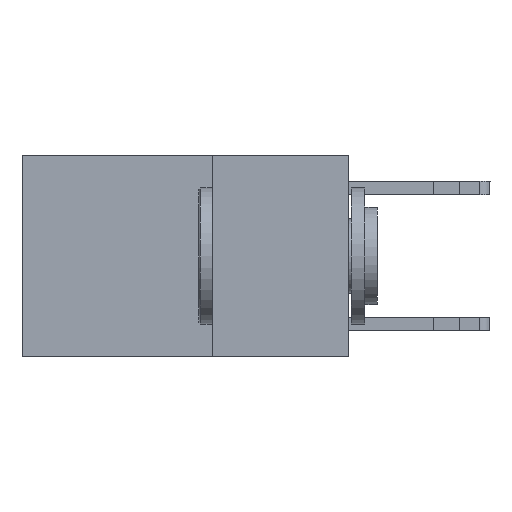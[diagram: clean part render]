
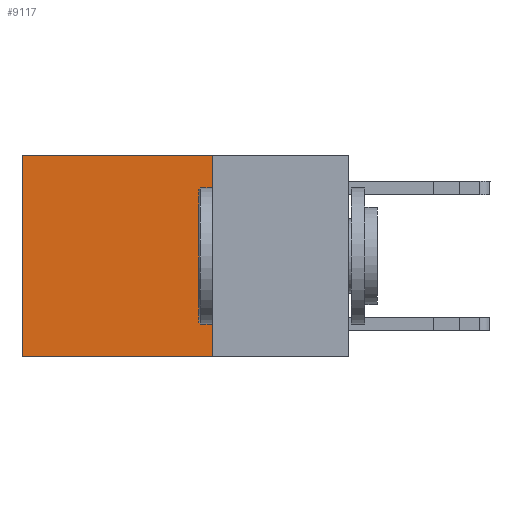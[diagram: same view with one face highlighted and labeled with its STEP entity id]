
A CAD part, left-side view. The second image highlights one B-rep face of the part: STEP entity #9117.
In plain terms, the highlighted planar face has unit normal (-1, 0, 0).
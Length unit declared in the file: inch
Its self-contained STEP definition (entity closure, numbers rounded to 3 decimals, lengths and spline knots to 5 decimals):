
#219 = EDGE_CURVE ( 'NONE', #13565, #2744, #2016, .T. ) ;
#901 = CARTESIAN_POINT ( 'NONE',  ( 0.2625, 0.25, -0.37 ) ) ;
#976 = CARTESIAN_POINT ( 'NONE',  ( 0.2625, 0.6, 0. ) ) ;
#1041 = PLANE ( 'NONE',  #17739 ) ;
#1191 = VECTOR ( 'NONE', #1349, 39.37008 ) ;
#1349 = DIRECTION ( 'NONE',  ( 0., 0., -1. ) ) ;
#1428 = DIRECTION ( 'NONE',  ( 0., 0., -1. ) ) ;
#1567 = CARTESIAN_POINT ( 'NONE',  ( 0.2625, 0.25, 0. ) ) ;
#2016 = LINE ( 'NONE', #6458, #12744 ) ;
#2611 = ORIENTED_EDGE ( 'NONE', *, *, #219, .F. ) ;
#2627 = DIRECTION ( 'NONE',  ( 0., 0., -1. ) ) ;
#2744 = VERTEX_POINT ( 'NONE', #14546 ) ;
#2824 = LINE ( 'NONE', #18795, #1191 ) ;
#3094 = EDGE_CURVE ( 'NONE', #19029, #2744, #11506, .T. ) ;
#4139 = DIRECTION ( 'NONE',  ( 1., 0., 0. ) ) ;
#4142 = CARTESIAN_POINT ( 'NONE',  ( 0.2625, 0.6, 0. ) ) ;
#4493 = LINE ( 'NONE', #10378, #13430 ) ;
#5460 = VERTEX_POINT ( 'NONE', #1567 ) ;
#6458 = CARTESIAN_POINT ( 'NONE',  ( 0.2625, 0.25, -0.37 ) ) ;
#7225 = CARTESIAN_POINT ( 'NONE',  ( 0.2625, 0.25, 0. ) ) ;
#7309 = EDGE_CURVE ( 'NONE', #5460, #13565, #2824, .T. ) ;
#7474 = ORIENTED_EDGE ( 'NONE', *, *, #7309, .F. ) ;
#8480 = FACE_OUTER_BOUND ( 'NONE', #12496, .T. ) ;
#9117 = ADVANCED_FACE ( 'NONE', ( #8480 ), #1041, .F. ) ;
#9956 = VECTOR ( 'NONE', #2627, 39.37008 ) ;
#10378 = CARTESIAN_POINT ( 'NONE',  ( 0.2625, 0.25, 0. ) ) ;
#11506 = LINE ( 'NONE', #976, #9956 ) ;
#12358 = DIRECTION ( 'NONE',  ( 0., 1., 0. ) ) ;
#12496 = EDGE_LOOP ( 'NONE', ( #18715, #2611, #7474, #12523 ) ) ;
#12523 = ORIENTED_EDGE ( 'NONE', *, *, #13438, .T. ) ;
#12744 = VECTOR ( 'NONE', #12358, 39.37008 ) ;
#13430 = VECTOR ( 'NONE', #16671, 39.37008 ) ;
#13438 = EDGE_CURVE ( 'NONE', #5460, #19029, #4493, .T. ) ;
#13565 = VERTEX_POINT ( 'NONE', #901 ) ;
#14546 = CARTESIAN_POINT ( 'NONE',  ( 0.2625, 0.6, -0.37 ) ) ;
#16671 = DIRECTION ( 'NONE',  ( 0., 1., 0. ) ) ;
#17739 = AXIS2_PLACEMENT_3D ( 'NONE', #7225, #4139, #1428 ) ;
#18715 = ORIENTED_EDGE ( 'NONE', *, *, #3094, .T. ) ;
#18795 = CARTESIAN_POINT ( 'NONE',  ( 0.2625, 0.25, 0. ) ) ;
#19029 = VERTEX_POINT ( 'NONE', #4142 ) ;
